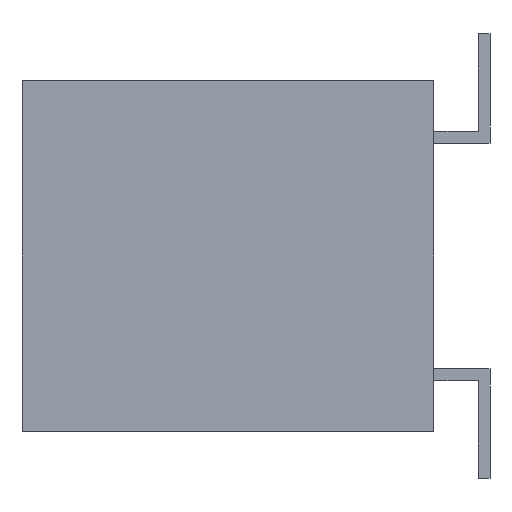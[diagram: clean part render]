
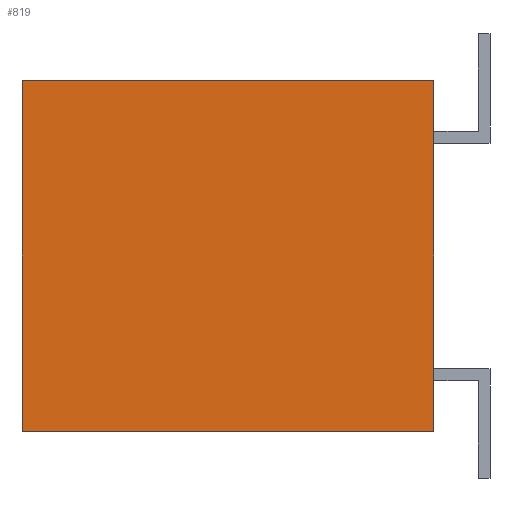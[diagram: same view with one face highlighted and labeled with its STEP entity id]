
A CAD part, left-side view. The second image highlights one B-rep face of the part: STEP entity #819.
In plain terms, the highlighted planar face has unit normal (-1, 0, 0).
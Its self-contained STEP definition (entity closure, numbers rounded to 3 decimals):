
#194 = CARTESIAN_POINT ( 'NONE',  ( 0., 8.8, 0. ) ) ;
#218 = CARTESIAN_POINT ( 'NONE',  ( 0., 8.8, -7.5 ) ) ;
#401 = VECTOR ( 'NONE', #3838, 1000. ) ;
#441 = AXIS2_PLACEMENT_3D ( 'NONE', #2892, #2494, #447 ) ;
#447 = DIRECTION ( 'NONE',  ( 0., 0., -1. ) ) ;
#528 = DIRECTION ( 'NONE',  ( 0., 0., 1. ) ) ;
#593 = DIRECTION ( 'NONE',  ( 0., -1., 0. ) ) ;
#819 = ADVANCED_FACE ( 'NONE', ( #1573 ), #1269, .F. ) ;
#978 = EDGE_CURVE ( 'NONE', #2598, #3093, #3542, .T. ) ;
#1107 = VECTOR ( 'NONE', #593, 1000. ) ;
#1269 = PLANE ( 'NONE',  #441 ) ;
#1295 = CARTESIAN_POINT ( 'NONE',  ( 0., 0., 0. ) ) ;
#1573 = FACE_OUTER_BOUND ( 'NONE', #3262, .T. ) ;
#2098 = EDGE_CURVE ( 'NONE', #3039, #3093, #5076, .T. ) ;
#2494 = DIRECTION ( 'NONE',  ( 1., 0., 0. ) ) ;
#2598 = VERTEX_POINT ( 'NONE', #4195 ) ;
#2892 = CARTESIAN_POINT ( 'NONE',  ( 0., 8.8, 0. ) ) ;
#2941 = CARTESIAN_POINT ( 'NONE',  ( 0., 8.8, 0. ) ) ;
#2963 = CARTESIAN_POINT ( 'NONE',  ( 0., 8.8, -7.5 ) ) ;
#3039 = VERTEX_POINT ( 'NONE', #4655 ) ;
#3093 = VERTEX_POINT ( 'NONE', #4795 ) ;
#3156 = LINE ( 'NONE', #218, #1107 ) ;
#3262 = EDGE_LOOP ( 'NONE', ( #4957, #3373, #4935, #4618 ) ) ;
#3316 = VERTEX_POINT ( 'NONE', #2963 ) ;
#3373 = ORIENTED_EDGE ( 'NONE', *, *, #978, .F. ) ;
#3542 = LINE ( 'NONE', #2941, #3925 ) ;
#3780 = DIRECTION ( 'NONE',  ( 0., -1., 0. ) ) ;
#3838 = DIRECTION ( 'NONE',  ( 0., 0., 1. ) ) ;
#3925 = VECTOR ( 'NONE', #3780, 1000. ) ;
#3968 = VECTOR ( 'NONE', #528, 1000. ) ;
#4195 = CARTESIAN_POINT ( 'NONE',  ( 0., 8.8, 0. ) ) ;
#4545 = EDGE_CURVE ( 'NONE', #3316, #3039, #3156, .T. ) ;
#4618 = ORIENTED_EDGE ( 'NONE', *, *, #4545, .T. ) ;
#4655 = CARTESIAN_POINT ( 'NONE',  ( 0., 0., -7.5 ) ) ;
#4679 = LINE ( 'NONE', #194, #401 ) ;
#4795 = CARTESIAN_POINT ( 'NONE',  ( 0., 0., 0. ) ) ;
#4935 = ORIENTED_EDGE ( 'NONE', *, *, #4989, .F. ) ;
#4957 = ORIENTED_EDGE ( 'NONE', *, *, #2098, .T. ) ;
#4989 = EDGE_CURVE ( 'NONE', #3316, #2598, #4679, .T. ) ;
#5076 = LINE ( 'NONE', #1295, #3968 ) ;
